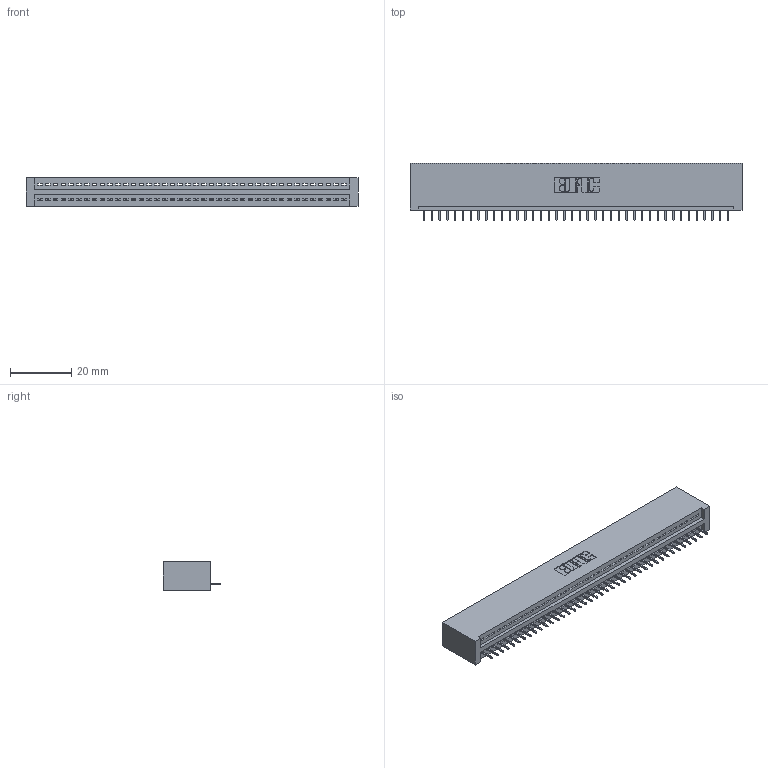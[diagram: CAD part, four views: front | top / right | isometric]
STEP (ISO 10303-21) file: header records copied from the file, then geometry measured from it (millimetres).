
FILE_DESCRIPTION (( 'STEP AP203' ), '1' );
FILE_NAME ('345-040-525-101.STEP', '2020-09-19T18:59:46', ( '' ), ( '' ), 'SwSTEP 2.0', 'SolidWorks 2020', '' );
FILE_SCHEMA (( 'CONFIG_CONTROL_DESIGN' ));
Length unit declared in the file: inch
Products named in the file (3): 345-292-001_345-293-125; 345 Part_No Mounting Lugs; 345-040-525-101
Assembly tree (41 placements, depth 2):
  345-040-525-101
    345 Part_No Mounting Lugs
    345-292-001_345-293-125  x40
Bounding box: 108.2 x 18.72 x 9.4 mm (x, y, z)
Volume: 10682 mm3; surface area: 13813.7 mm2
Topology: 41 solids, 41 shells, 2598 faces, 7517 edges, 4850 vertices
Faces by surface type: plane 1916, cylinder 682
Entity records: 30171 total; most frequent: CARTESIAN_POINT 5232, ORIENTED_EDGE 5206, DIRECTION 4567, EDGE_CURVE 2603, VECTOR 2323, LINE 2323, VERTEX_POINT 1730, AXIS2_PLACEMENT_3D 1122
